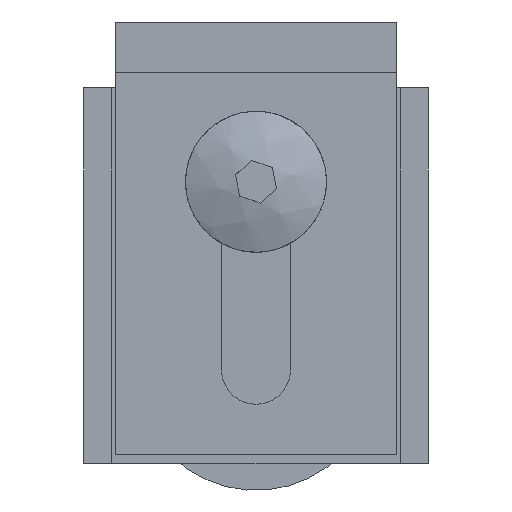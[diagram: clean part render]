
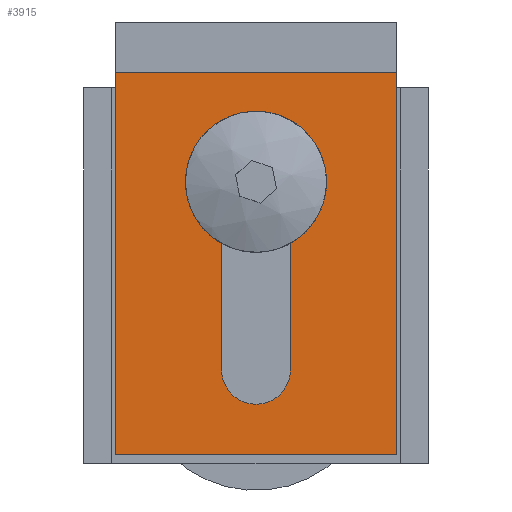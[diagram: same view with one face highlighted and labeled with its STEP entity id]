
A CAD part, front view. The second image highlights one B-rep face of the part: STEP entity #3915.
In plain terms, the highlighted planar face has unit normal (0, -1, 0).
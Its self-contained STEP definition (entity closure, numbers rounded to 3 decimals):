
#93=FACE_BOUND('',#375,.T.);
#110=CIRCLE('',#4121,5.5);
#111=CIRCLE('',#4122,5.5);
#205=FACE_OUTER_BOUND('',#374,.T.);
#374=EDGE_LOOP('',(#2725,#2726,#2727,#2728));
#375=EDGE_LOOP('',(#2729,#2730,#2731,#2732));
#556=LINE('',#5534,#1052);
#569=LINE('',#5576,#1065);
#577=LINE('',#5596,#1073);
#580=LINE('',#5602,#1076);
#583=LINE('',#5607,#1079);
#584=LINE('',#5608,#1080);
#1052=VECTOR('',#4440,10.);
#1065=VECTOR('',#4485,10.);
#1073=VECTOR('',#4501,10.);
#1076=VECTOR('',#4506,10.);
#1079=VECTOR('',#4511,10.);
#1080=VECTOR('',#4512,10.);
#1537=VERTEX_POINT('',#5527);
#1540=VERTEX_POINT('',#5532);
#1553=VERTEX_POINT('',#5575);
#1560=VERTEX_POINT('',#5594);
#1561=VERTEX_POINT('',#5595);
#1562=VERTEX_POINT('',#5600);
#1563=VERTEX_POINT('',#5601);
#1564=VERTEX_POINT('',#5606);
#1999=EDGE_CURVE('',#1537,#1540,#556,.T.);
#2020=EDGE_CURVE('',#1553,#1540,#569,.T.);
#2030=EDGE_CURVE('',#1560,#1561,#577,.T.);
#2033=EDGE_CURVE('',#1562,#1563,#580,.T.);
#2036=EDGE_CURVE('',#1564,#1537,#583,.T.);
#2037=EDGE_CURVE('',#1553,#1564,#584,.T.);
#2038=EDGE_CURVE('',#1563,#1560,#110,.T.);
#2039=EDGE_CURVE('',#1561,#1562,#111,.T.);
#2725=ORIENTED_EDGE('',*,*,#2036,.T.);
#2726=ORIENTED_EDGE('',*,*,#1999,.T.);
#2727=ORIENTED_EDGE('',*,*,#2020,.F.);
#2728=ORIENTED_EDGE('',*,*,#2037,.T.);
#2729=ORIENTED_EDGE('',*,*,#2033,.T.);
#2730=ORIENTED_EDGE('',*,*,#2038,.T.);
#2731=ORIENTED_EDGE('',*,*,#2030,.T.);
#2732=ORIENTED_EDGE('',*,*,#2039,.T.);
#3600=PLANE('',#4120);
#3915=ADVANCED_FACE('',(#205,#93),#3600,.T.);
#4120=AXIS2_PLACEMENT_3D('',#5605,#4509,#4510);
#4121=AXIS2_PLACEMENT_3D('',#5609,#4513,#4514);
#4122=AXIS2_PLACEMENT_3D('',#5610,#4515,#4516);
#4440=DIRECTION('',(-1.,0.,0.));
#4485=DIRECTION('',(0.,0.,1.));
#4501=DIRECTION('',(0.,0.,-1.));
#4506=DIRECTION('',(0.,0.,1.));
#4509=DIRECTION('center_axis',(0.,-1.,0.));
#4510=DIRECTION('ref_axis',(-1.,0.,0.));
#4511=DIRECTION('',(0.,0.,1.));
#4512=DIRECTION('',(1.,0.,0.));
#4513=DIRECTION('center_axis',(0.,1.,0.));
#4514=DIRECTION('ref_axis',(0.,0.,1.));
#4515=DIRECTION('center_axis',(0.,1.,0.));
#4516=DIRECTION('ref_axis',(0.,0.,
-1.));
#5527=CARTESIAN_POINT('',(51.448,53.442,195.692));
#5532=CARTESIAN_POINT('',(6.448,53.442,195.692));
#5534=CARTESIAN_POINT('',(6.448,53.442,195.692));
#5575=CARTESIAN_POINT('',(6.448,53.442,134.692));
#5576=CARTESIAN_POINT('',(6.448,53.442,134.692));
#5594=CARTESIAN_POINT('',(34.448,53.442,180.192));
#5595=CARTESIAN_POINT('',(34.448,53.442,148.192));
#5596=CARTESIAN_POINT('',(34.448,53.442,157.442));
#5600=CARTESIAN_POINT('',(23.448,53.442,148.192));
#5601=CARTESIAN_POINT('',(23.448,53.442,180.192));
#5602=CARTESIAN_POINT('',(23.448,53.442,141.442));
#5605=CARTESIAN_POINT('Origin',(6.448,53.442,134.692));
#5606=CARTESIAN_POINT('',(51.448,53.442,134.692));
#5607=CARTESIAN_POINT('',(51.448,53.442,134.692));
#5608=CARTESIAN_POINT('',(6.448,53.442,134.692));
#5609=CARTESIAN_POINT('Origin',(28.948,53.442,180.192));
#5610=CARTESIAN_POINT('Origin',(28.948,53.442,148.192));
